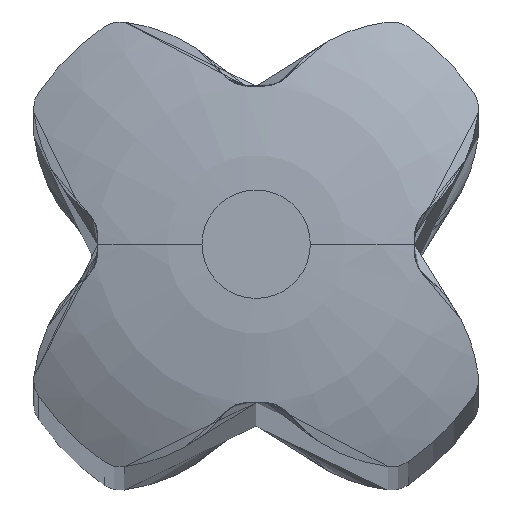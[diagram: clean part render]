
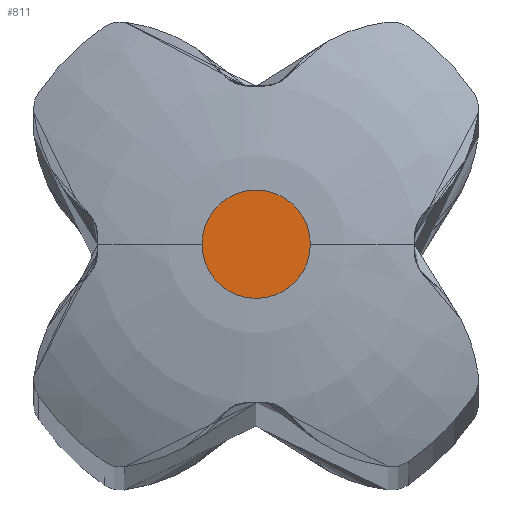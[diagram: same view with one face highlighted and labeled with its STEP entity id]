
A CAD part, top view. The second image highlights one B-rep face of the part: STEP entity #811.
In plain terms, the highlighted planar face has unit normal (0, 0, 1).
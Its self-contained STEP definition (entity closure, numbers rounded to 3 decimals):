
#47 = CARTESIAN_POINT ( 'NONE',  ( 0.5, 0., 62.25 ) ) ;
#77 = VERTEX_POINT ( 'NONE', #118 ) ;
#80 = AXIS2_PLACEMENT_3D ( 'NONE', #970, #874, #282 ) ;
#118 = CARTESIAN_POINT ( 'NONE',  ( -0.5, 0., 62.25 ) ) ;
#135 = DIRECTION ( 'NONE',  ( 1., 0., 0. ) ) ;
#282 = DIRECTION ( 'NONE',  ( 1., 0., 0. ) ) ;
#333 = CIRCLE ( 'NONE', #354, 0.5 ) ;
#354 = AXIS2_PLACEMENT_3D ( 'NONE', #632, #1030, #135 ) ;
#372 = FACE_OUTER_BOUND ( 'NONE', #827, .T. ) ;
#391 = EDGE_CURVE ( 'NONE', #446, #77, #333, .T. ) ;
#446 = VERTEX_POINT ( 'NONE', #47 ) ;
#632 = CARTESIAN_POINT ( 'NONE',  ( 0., 0., 62.25 ) ) ;
#649 = CARTESIAN_POINT ( 'NONE',  ( 0., 0., 62.25 ) ) ;
#811 = ADVANCED_FACE ( 'NONE', ( #372 ), #853, .F. ) ;
#827 = EDGE_LOOP ( 'NONE', ( #909, #876 ) ) ;
#853 = PLANE ( 'NONE',  #1102 ) ;
#864 = DIRECTION ( 'NONE',  ( 0., 0., -1. ) ) ;
#874 = DIRECTION ( 'NONE',  ( 0., 0., 1. ) ) ;
#876 = ORIENTED_EDGE ( 'NONE', *, *, #1133, .T. ) ;
#909 = ORIENTED_EDGE ( 'NONE', *, *, #391, .T. ) ;
#970 = CARTESIAN_POINT ( 'NONE',  ( 0., 0., 62.25 ) ) ;
#1030 = DIRECTION ( 'NONE',  ( 0., 0., 1. ) ) ;
#1060 = CIRCLE ( 'NONE', #80, 0.5 ) ;
#1102 = AXIS2_PLACEMENT_3D ( 'NONE', #649, #864, #1252 ) ;
#1133 = EDGE_CURVE ( 'NONE', #77, #446, #1060, .T. ) ;
#1252 = DIRECTION ( 'NONE',  ( -1., 0., 0. ) ) ;
